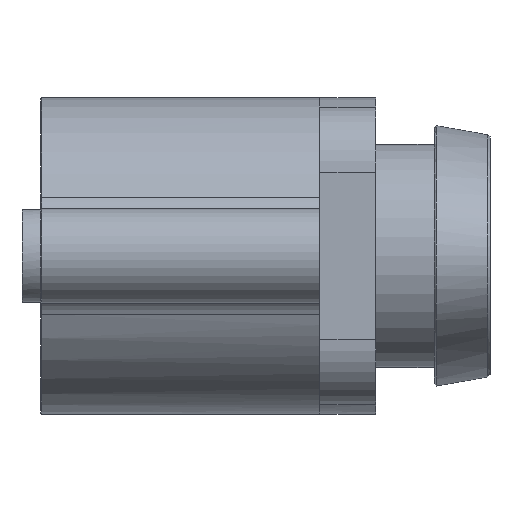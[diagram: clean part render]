
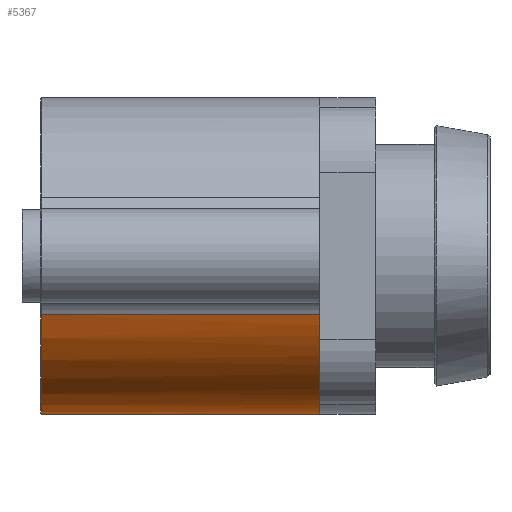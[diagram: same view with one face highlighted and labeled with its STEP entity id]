
A CAD part, left-side view. The second image highlights one B-rep face of the part: STEP entity #5367.
In plain terms, the highlighted cylindrical face has radius 17 mm (diameter 34 mm), a partial arc.
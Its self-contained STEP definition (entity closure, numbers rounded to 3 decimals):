
#206 = DIRECTION ( 'NONE',  ( 0., 1., 0. ) ) ;
#321 = DIRECTION ( 'NONE',  ( 0., 0., 1. ) ) ;
#505 = CIRCLE ( 'NONE', #4455, 17. ) ;
#914 = DIRECTION ( 'NONE',  ( 0., -1., 0. ) ) ;
#946 = DIRECTION ( 'NONE',  ( 0., 0., -1. ) ) ;
#954 = ORIENTED_EDGE ( 'NONE', *, *, #2424, .T. ) ;
#1114 = CARTESIAN_POINT ( 'NONE',  ( -15.81, 18.3, -6.249 ) ) ;
#1168 = CARTESIAN_POINT ( 'NONE',  ( -15.81, 48.3, -6.249 ) ) ;
#1476 = AXIS2_PLACEMENT_3D ( 'NONE', #2583, #2179, #4659 ) ;
#1525 = CARTESIAN_POINT ( 'NONE',  ( 15.81, 48.2, -6.249 ) ) ;
#1841 = VECTOR ( 'NONE', #3064, 1000. ) ;
#1883 = CYLINDRICAL_SURFACE ( 'NONE', #3602, 17. ) ;
#2026 = LINE ( 'NONE', #2087, #1841 ) ;
#2087 = CARTESIAN_POINT ( 'NONE',  ( 15.81, 48.3, -6.249 ) ) ;
#2148 = VERTEX_POINT ( 'NONE', #6430 ) ;
#2179 = DIRECTION ( 'NONE',  ( 0., -1., 0. ) ) ;
#2348 = FACE_OUTER_BOUND ( 'NONE', #6151, .T. ) ;
#2358 = ORIENTED_EDGE ( 'NONE', *, *, #5414, .T. ) ;
#2424 = EDGE_CURVE ( 'NONE', #6507, #2760, #2026, .T. ) ;
#2482 = CARTESIAN_POINT ( 'NONE',  ( 0., 18.3, 0. ) ) ;
#2583 = CARTESIAN_POINT ( 'NONE',  ( 0., 48.2, 0. ) ) ;
#2760 = VERTEX_POINT ( 'NONE', #4218 ) ;
#2784 = EDGE_CURVE ( 'NONE', #6540, #2148, #4781, .T. ) ;
#3064 = DIRECTION ( 'NONE',  ( 0., -1., 0. ) ) ;
#3602 = AXIS2_PLACEMENT_3D ( 'NONE', #6008, #914, #946 ) ;
#3997 = DIRECTION ( 'NONE',  ( 0., 1., 0. ) ) ;
#4218 = CARTESIAN_POINT ( 'NONE',  ( 15.81, 18.3, -6.249 ) ) ;
#4345 = EDGE_CURVE ( 'NONE', #2148, #6507, #5136, .T. ) ;
#4455 = AXIS2_PLACEMENT_3D ( 'NONE', #2482, #3997, #321 ) ;
#4572 = ORIENTED_EDGE ( 'NONE', *, *, #2784, .T. ) ;
#4659 = DIRECTION ( 'NONE',  ( 0., 0., 1. ) ) ;
#4781 = LINE ( 'NONE', #1168, #5266 ) ;
#5136 = CIRCLE ( 'NONE', #1476, 17. ) ;
#5266 = VECTOR ( 'NONE', #206, 1000. ) ;
#5367 = ADVANCED_FACE ( 'NONE', ( #2348 ), #1883, .T. ) ;
#5414 = EDGE_CURVE ( 'NONE', #2760, #6540, #505, .T. ) ;
#6008 = CARTESIAN_POINT ( 'NONE',  ( 0., 48.3, 0. ) ) ;
#6151 = EDGE_LOOP ( 'NONE', ( #4572, #6517, #954, #2358 ) ) ;
#6430 = CARTESIAN_POINT ( 'NONE',  ( -15.81, 48.2, -6.249 ) ) ;
#6507 = VERTEX_POINT ( 'NONE', #1525 ) ;
#6517 = ORIENTED_EDGE ( 'NONE', *, *, #4345, .T. ) ;
#6540 = VERTEX_POINT ( 'NONE', #1114 ) ;
